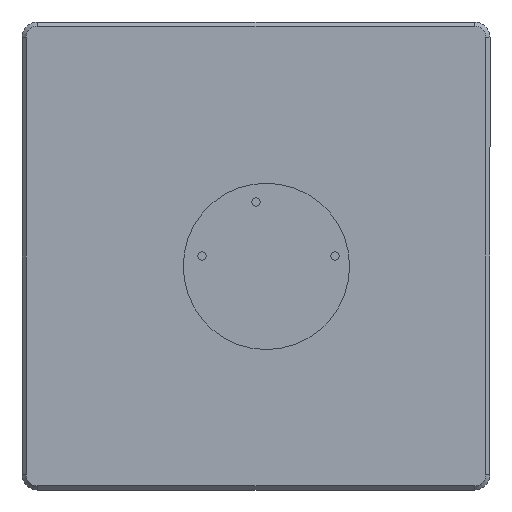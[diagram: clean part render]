
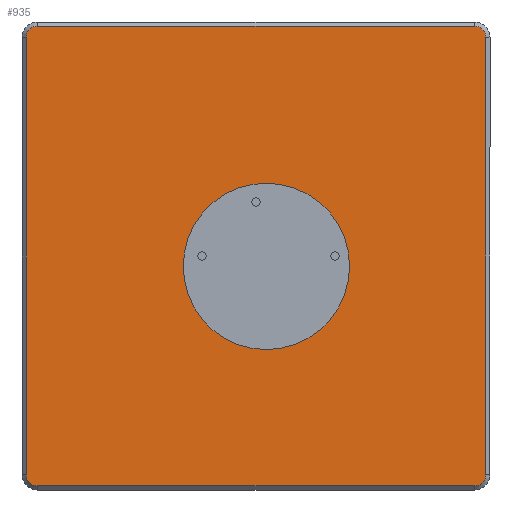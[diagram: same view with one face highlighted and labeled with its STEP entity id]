
A CAD part, front view. The second image highlights one B-rep face of the part: STEP entity #935.
In plain terms, the highlighted planar face has unit normal (0, -1, 0).
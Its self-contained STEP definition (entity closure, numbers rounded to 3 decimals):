
#5 = DIRECTION ( 'NONE',  ( 0., -1., 0. ) ) ;
#45 = CARTESIAN_POINT ( 'NONE',  ( 1., 0., 7. ) ) ;
#65 = LINE ( 'NONE', #3208, #551 ) ;
#334 = AXIS2_PLACEMENT_3D ( 'NONE', #4492, #4939, #2208 ) ;
#402 = VERTEX_POINT ( 'NONE', #5446 ) ;
#404 = CARTESIAN_POINT ( 'NONE',  ( -22.1, 0., -21. ) ) ;
#446 = DIRECTION ( 'NONE',  ( 0., -1., 0. ) ) ;
#522 = EDGE_CURVE ( 'NONE', #402, #3978, #2358, .T. ) ;
#551 = VECTOR ( 'NONE', #4651, 1000. ) ;
#570 = CARTESIAN_POINT ( 'NONE',  ( 21., 0., -22.1 ) ) ;
#576 = CARTESIAN_POINT ( 'NONE',  ( -21., 0., 22.1 ) ) ;
#725 = DIRECTION ( 'NONE',  ( 0., 0., -1. ) ) ;
#773 = CARTESIAN_POINT ( 'NONE',  ( 22.1, 0., 21. ) ) ;
#807 = VECTOR ( 'NONE', #2780, 1000. ) ;
#914 = CARTESIAN_POINT ( 'NONE',  ( 22.1, 0., 21. ) ) ;
#935 = ADVANCED_FACE ( 'NONE', ( #5307, #2149 ), #3103, .F. ) ;
#940 = AXIS2_PLACEMENT_3D ( 'NONE', #5662, #2942, #2999 ) ;
#1018 = ORIENTED_EDGE ( 'NONE', *, *, #1507, .T. ) ;
#1019 = EDGE_CURVE ( 'NONE', #1809, #2476, #3619, .T. ) ;
#1191 = AXIS2_PLACEMENT_3D ( 'NONE', #4984, #446, #3607 ) ;
#1507 = EDGE_CURVE ( 'NONE', #2476, #1828, #2102, .T. ) ;
#1514 = ORIENTED_EDGE ( 'NONE', *, *, #3166, .F. ) ;
#1537 = AXIS2_PLACEMENT_3D ( 'NONE', #5804, #1819, #3566 ) ;
#1558 = EDGE_CURVE ( 'NONE', #1828, #2371, #4692, .T. ) ;
#1562 = CARTESIAN_POINT ( 'NONE',  ( 1., 0., -1. ) ) ;
#1586 = ORIENTED_EDGE ( 'NONE', *, *, #1704, .F. ) ;
#1704 = EDGE_CURVE ( 'NONE', #3613, #4897, #3887, .T. ) ;
#1806 = AXIS2_PLACEMENT_3D ( 'NONE', #2409, #2917, #1957 ) ;
#1809 = VERTEX_POINT ( 'NONE', #2460 ) ;
#1819 = DIRECTION ( 'NONE',  ( 0., -1., 0. ) ) ;
#1828 = VERTEX_POINT ( 'NONE', #4196 ) ;
#1835 = CARTESIAN_POINT ( 'NONE',  ( -21., 0., 22.1 ) ) ;
#1858 = CARTESIAN_POINT ( 'NONE',  ( 1., 0., -1. ) ) ;
#1872 = DIRECTION ( 'NONE',  ( 0., 0., -1. ) ) ;
#1873 = EDGE_LOOP ( 'NONE', ( #1586, #1514 ) ) ;
#1957 = DIRECTION ( 'NONE',  ( 0., 0., 1. ) ) ;
#1987 = DIRECTION ( 'NONE',  ( -1., 0., 0. ) ) ;
#2102 = CIRCLE ( 'NONE', #1806, 1.1 ) ;
#2149 = FACE_OUTER_BOUND ( 'NONE', #5386, .T. ) ;
#2208 = DIRECTION ( 'NONE',  ( 0., 0., 1. ) ) ;
#2358 = LINE ( 'NONE', #3857, #3883 ) ;
#2371 = VERTEX_POINT ( 'NONE', #1835 ) ;
#2409 = CARTESIAN_POINT ( 'NONE',  ( 21., 0., 21. ) ) ;
#2460 = CARTESIAN_POINT ( 'NONE',  ( 22.1, 0., -21. ) ) ;
#2476 = VERTEX_POINT ( 'NONE', #773 ) ;
#2663 = CIRCLE ( 'NONE', #940, 1.1 ) ;
#2780 = DIRECTION ( 'NONE',  ( 0., 0., 1. ) ) ;
#2786 = CIRCLE ( 'NONE', #1537, 1.1 ) ;
#2917 = DIRECTION ( 'NONE',  ( 0., -1., 0. ) ) ;
#2942 = DIRECTION ( 'NONE',  ( 0., -1., 0. ) ) ;
#2999 = DIRECTION ( 'NONE',  ( 0., 0., 1. ) ) ;
#3103 = PLANE ( 'NONE',  #334 ) ;
#3118 = EDGE_CURVE ( 'NONE', #3978, #4938, #2663, .T. ) ;
#3166 = EDGE_CURVE ( 'NONE', #4897, #3613, #3236, .T. ) ;
#3179 = DIRECTION ( 'NONE',  ( 0., 0., -1. ) ) ;
#3208 = CARTESIAN_POINT ( 'NONE',  ( -21., 0., -22.1 ) ) ;
#3236 = CIRCLE ( 'NONE', #5908, 8. ) ;
#3239 = ORIENTED_EDGE ( 'NONE', *, *, #5612, .T. ) ;
#3304 = ORIENTED_EDGE ( 'NONE', *, *, #3118, .T. ) ;
#3361 = EDGE_CURVE ( 'NONE', #4938, #4424, #65, .T. ) ;
#3415 = AXIS2_PLACEMENT_3D ( 'NONE', #1858, #5, #3179 ) ;
#3566 = DIRECTION ( 'NONE',  ( 0., 0., 1. ) ) ;
#3607 = DIRECTION ( 'NONE',  ( 0., 0., 1. ) ) ;
#3613 = VERTEX_POINT ( 'NONE', #3929 ) ;
#3619 = LINE ( 'NONE', #914, #807 ) ;
#3673 = ORIENTED_EDGE ( 'NONE', *, *, #1558, .T. ) ;
#3820 = DIRECTION ( 'NONE',  ( 0., -1., 0. ) ) ;
#3857 = CARTESIAN_POINT ( 'NONE',  ( -22.1, 0., 21. ) ) ;
#3883 = VECTOR ( 'NONE', #1872, 1000. ) ;
#3887 = CIRCLE ( 'NONE', #3415, 8. ) ;
#3929 = CARTESIAN_POINT ( 'NONE',  ( 1., 0., -9. ) ) ;
#3978 = VERTEX_POINT ( 'NONE', #404 ) ;
#4196 = CARTESIAN_POINT ( 'NONE',  ( 21., 0., 22.1 ) ) ;
#4307 = EDGE_CURVE ( 'NONE', #2371, #402, #5768, .T. ) ;
#4360 = ORIENTED_EDGE ( 'NONE', *, *, #3361, .T. ) ;
#4424 = VERTEX_POINT ( 'NONE', #570 ) ;
#4492 = CARTESIAN_POINT ( 'NONE',  ( -21., 0., 21. ) ) ;
#4651 = DIRECTION ( 'NONE',  ( 1., 0., 0. ) ) ;
#4667 = ORIENTED_EDGE ( 'NONE', *, *, #522, .T. ) ;
#4692 = LINE ( 'NONE', #576, #5917 ) ;
#4897 = VERTEX_POINT ( 'NONE', #45 ) ;
#4938 = VERTEX_POINT ( 'NONE', #5638 ) ;
#4939 = DIRECTION ( 'NONE',  ( 0., 1., 0. ) ) ;
#4984 = CARTESIAN_POINT ( 'NONE',  ( -21., 0., 21. ) ) ;
#5307 = FACE_BOUND ( 'NONE', #1873, .T. ) ;
#5386 = EDGE_LOOP ( 'NONE', ( #1018, #3673, #5750, #4667, #3304, #4360, #3239, #5435 ) ) ;
#5435 = ORIENTED_EDGE ( 'NONE', *, *, #1019, .T. ) ;
#5446 = CARTESIAN_POINT ( 'NONE',  ( -22.1, 0., 21. ) ) ;
#5612 = EDGE_CURVE ( 'NONE', #4424, #1809, #2786, .T. ) ;
#5638 = CARTESIAN_POINT ( 'NONE',  ( -21., 0., -22.1 ) ) ;
#5662 = CARTESIAN_POINT ( 'NONE',  ( -21., 0., -21. ) ) ;
#5750 = ORIENTED_EDGE ( 'NONE', *, *, #4307, .T. ) ;
#5768 = CIRCLE ( 'NONE', #1191, 1.1 ) ;
#5804 = CARTESIAN_POINT ( 'NONE',  ( 21., 0., -21. ) ) ;
#5908 = AXIS2_PLACEMENT_3D ( 'NONE', #1562, #3820, #725 ) ;
#5917 = VECTOR ( 'NONE', #1987, 1000. ) ;
